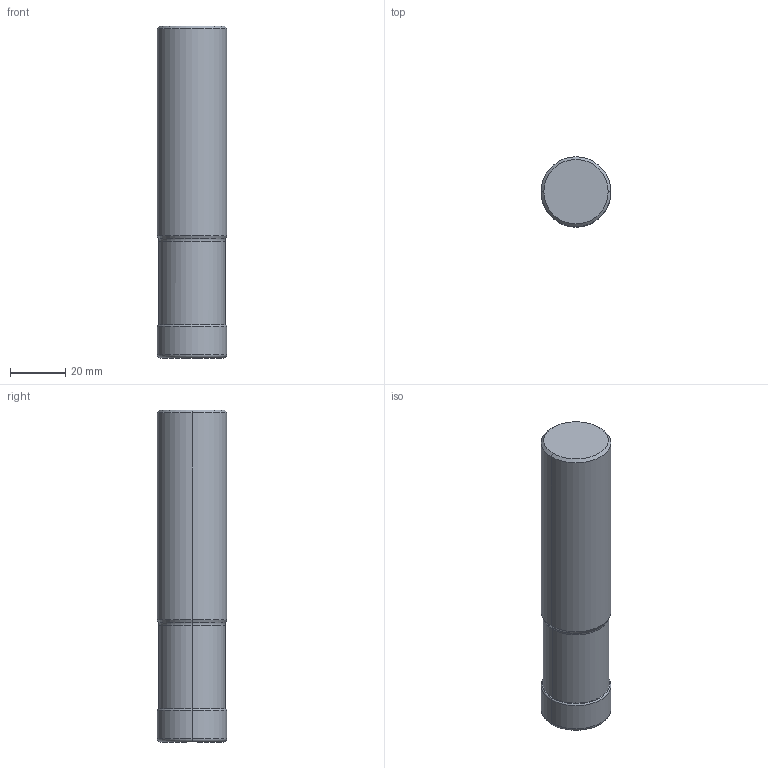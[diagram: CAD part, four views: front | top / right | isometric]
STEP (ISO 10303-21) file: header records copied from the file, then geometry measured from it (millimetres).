
FILE_DESCRIPTION(/* description */ (''),/* implementation_level */ '2;1');
FILE_NAME(/* name */ 'VPX300UR1602FA16S_IR0_047.stp',/* time_stamp */ '2025-07-08T15:37:54+09:00',/* author */ (''),/* organization */ (''),/* preprocessor_version */ 'ST-DEVELOPER v18.101',/* originating_system */ 'SIEMENS PLM Software NX 2011',/* authorisation */ '');
FILE_SCHEMA (('AUTOMOTIVE_DESIGN { 1 0 10303 214 3 1 1 1 }'));
Length unit declared in the file: millimetre
Products named in the file (1): VPX300UR1602FA16S_IR0_047_ASM
Bounding box: 25.4 x 25.4 x 120.65 mm (x, y, z)
Volume: 61637.4 mm3; surface area: 12274.3 mm2
Topology: 2 solids, 2 shells, 57 faces, 143 edges, 107 vertices
Faces by surface type: torus 22, cone 14, bspline 12, cylinder 6, plane 3
Entity records: 2357 total; most frequent: CARTESIAN_POINT 1009, ORIENTED_EDGE 252, DIRECTION 250, EDGE_CURVE 126, AXIS2_PLACEMENT_3D 117, VERTEX_POINT 72, CIRCLE 64, B_SPLINE_CURVE_WITH_KNOTS 63
